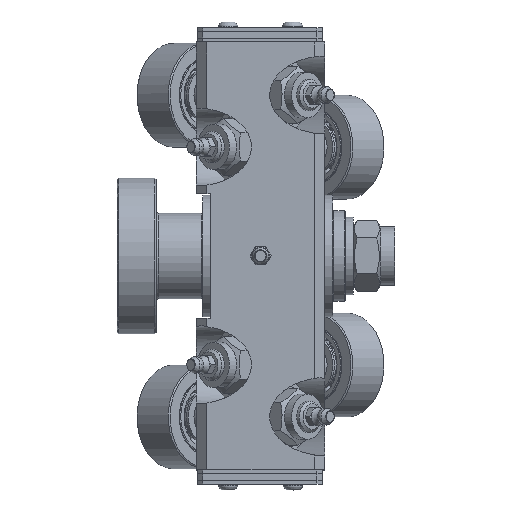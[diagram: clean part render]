
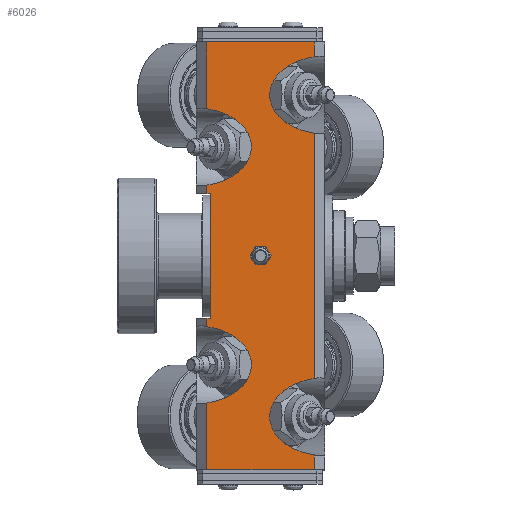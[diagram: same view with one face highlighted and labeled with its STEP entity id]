
A CAD part, top view. The second image highlights one B-rep face of the part: STEP entity #6026.
In plain terms, the highlighted planar face has unit normal (0, 0, 1).
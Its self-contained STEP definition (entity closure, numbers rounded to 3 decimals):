
#391=ELLIPSE('',#6854,21.213,15.);
#392=ELLIPSE('',#6859,21.213,15.);
#394=ELLIPSE('',#6867,21.213,15.);
#395=ELLIPSE('',#6868,21.213,15.);
#396=ELLIPSE('',#6869,21.213,15.);
#397=ELLIPSE('',#6870,21.213,15.);
#410=FACE_BOUND('',#1056,.T.);
#519=PLANE('',#6866);
#704=FACE_OUTER_BOUND('',#1055,.T.);
#1055=EDGE_LOOP('',(#4391,#4392,#4393,#4394,#4395,#4396,#4397,#4398,#4399,
#4400,#4401,#4402,#4403,#4404,#4405,#4406,#4407,#4408));
#1056=EDGE_LOOP('',(#4409));
#1449=CIRCLE('',#6797,2.459);
#1894=LINE('',#9671,#2244);
#1900=LINE('',#9682,#2250);
#1905=LINE('',#9706,#2255);
#1927=LINE('',#9787,#2277);
#1929=LINE('',#9794,#2279);
#1949=LINE('',#10351,#2299);
#1963=LINE('',#10435,#2313);
#1964=LINE('',#10437,#2314);
#1965=LINE('',#10443,#2315);
#1966=LINE('',#10449,#2316);
#1967=LINE('',#10451,#2317);
#1968=LINE('',#10452,#2318);
#2244=VECTOR('',#7531,10.);
#2250=VECTOR('',#7539,10.);
#2255=VECTOR('',#7546,10.);
#2277=VECTOR('',#7612,10.);
#2279=VECTOR('',#7620,10.);
#2299=VECTOR('',#7720,10.);
#2313=VECTOR('',#7836,10.);
#2314=VECTOR('',#7837,10.);
#2315=VECTOR('',#7842,10.);
#2316=VECTOR('',#7847,10.);
#2317=VECTOR('',#7848,10.);
#2318=VECTOR('',#7849,10.);
#2606=VERTEX_POINT('',#9668);
#2607=VERTEX_POINT('',#9670);
#2611=VERTEX_POINT('',#9680);
#2615=VERTEX_POINT('',#9704);
#2652=VERTEX_POINT('',#9786);
#2654=VERTEX_POINT('',#9792);
#2671=VERTEX_POINT('',#9950);
#2685=VERTEX_POINT('',#10348);
#2686=VERTEX_POINT('',#10350);
#2701=VERTEX_POINT('',#10414);
#2703=VERTEX_POINT('',#10422);
#2706=VERTEX_POINT('',#10436);
#2707=VERTEX_POINT('',#10438);
#2708=VERTEX_POINT('',#10440);
#2709=VERTEX_POINT('',#10442);
#2710=VERTEX_POINT('',#10444);
#2711=VERTEX_POINT('',#10446);
#2712=VERTEX_POINT('',#10448);
#2713=VERTEX_POINT('',#10450);
#3212=EDGE_CURVE('',#2607,#2606,#1894,.T.);
#3218=EDGE_CURVE('',#2606,#2611,#1900,.T.);
#3224=EDGE_CURVE('',#2611,#2615,#1905,.T.);
#3264=EDGE_CURVE('',#2607,#2652,#1927,.T.);
#3268=EDGE_CURVE('',#2654,#2615,#1929,.T.);
#3293=EDGE_CURVE('',#2671,#2671,#1449,.T.);
#3320=EDGE_CURVE('',#2685,#2686,#1949,.T.);
#3353=EDGE_CURVE('',#2701,#2652,#391,.T.);
#3357=EDGE_CURVE('',#2654,#2703,#392,.T.);
#3364=EDGE_CURVE('',#2686,#2703,#1963,.T.);
#3365=EDGE_CURVE('',#2706,#2685,#1964,.T.);
#3366=EDGE_CURVE('',#2706,#2707,#394,.T.);
#3367=EDGE_CURVE('',#2707,#2708,#395,.T.);
#3368=EDGE_CURVE('',#2709,#2708,#1965,.T.);
#3369=EDGE_CURVE('',#2709,#2710,#396,.T.);
#3370=EDGE_CURVE('',#2710,#2711,#397,.T.);
#3371=EDGE_CURVE('',#2712,#2711,#1966,.T.);
#3372=EDGE_CURVE('',#2713,#2712,#1967,.T.);
#3373=EDGE_CURVE('',#2701,#2713,#1968,.T.);
#4391=ORIENTED_EDGE('',*,*,#3224,.T.);
#4392=ORIENTED_EDGE('',*,*,#3268,.F.);
#4393=ORIENTED_EDGE('',*,*,#3357,.T.);
#4394=ORIENTED_EDGE('',*,*,#3364,.F.);
#4395=ORIENTED_EDGE('',*,*,#3320,.F.);
#4396=ORIENTED_EDGE('',*,*,#3365,.F.);
#4397=ORIENTED_EDGE('',*,*,#3366,.T.);
#4398=ORIENTED_EDGE('',*,*,#3367,.T.);
#4399=ORIENTED_EDGE('',*,*,#3368,.F.);
#4400=ORIENTED_EDGE('',*,*,#3369,.T.);
#4401=ORIENTED_EDGE('',*,*,#3370,.T.);
#4402=ORIENTED_EDGE('',*,*,#3371,.F.);
#4403=ORIENTED_EDGE('',*,*,#3372,.F.);
#4404=ORIENTED_EDGE('',*,*,#3373,.F.);
#4405=ORIENTED_EDGE('',*,*,#3353,.T.);
#4406=ORIENTED_EDGE('',*,*,#3264,.F.);
#4407=ORIENTED_EDGE('',*,*,#3212,.T.);
#4408=ORIENTED_EDGE('',*,*,#3218,.T.);
#4409=ORIENTED_EDGE('',*,*,#3293,.T.);
#6026=ADVANCED_FACE('',(#704,#410),#519,.T.);
#6797=AXIS2_PLACEMENT_3D('',#9951,#7670,#7671);
#6854=AXIS2_PLACEMENT_3D('',#10415,#7807,#7808);
#6859=AXIS2_PLACEMENT_3D('',#10423,#7818,#7819);
#6866=AXIS2_PLACEMENT_3D('',#10434,#7834,#7835);
#6867=AXIS2_PLACEMENT_3D('',#10439,#7838,#7839);
#6868=AXIS2_PLACEMENT_3D('',#10441,#7840,#7841);
#6869=AXIS2_PLACEMENT_3D('',#10445,#7843,#7844);
#6870=AXIS2_PLACEMENT_3D('',#10447,#7845,#7846);
#7531=DIRECTION('',(1.,0.,0.));
#7539=DIRECTION('',(0.,-1.,0.));
#7546=DIRECTION('',(-1.,0.,0.));
#7612=DIRECTION('',(0.,1.,0.));
#7620=DIRECTION('',(0.,1.,0.));
#7670=DIRECTION('center_axis',(0.,0.,-1.));
#7671=DIRECTION('ref_axis',(1.,0.,0.));
#7720=DIRECTION('',(-1.,0.,0.));
#7807=DIRECTION('center_axis',(0.,0.,-1.));
#7808=DIRECTION('ref_axis',(1.,0.,0.));
#7818=DIRECTION('center_axis',(0.,0.,-1.));
#7819=DIRECTION('ref_axis',(1.,0.,0.));
#7834=DIRECTION('center_axis',(0.,0.,1.));
#7835=DIRECTION('ref_axis',(1.,0.,0.));
#7836=DIRECTION('',(0.,1.,0.));
#7837=DIRECTION('',(0.,-1.,0.));
#7838=DIRECTION('center_axis',(0.,0.,-1.));
#7839=DIRECTION('ref_axis',(1.,0.,0.));
#7840=DIRECTION('center_axis',(0.,0.,-1.));
#7841=DIRECTION('ref_axis',(1.,0.,0.));
#7842=DIRECTION('',(0.,-1.,0.));
#7843=DIRECTION('center_axis',(0.,0.,-1.));
#7844=DIRECTION('ref_axis',(1.,0.,0.));
#7845=DIRECTION('center_axis',(0.,0.,-1.));
#7846=DIRECTION('ref_axis',(1.,0.,0.));
#7847=DIRECTION('',(0.,-1.,0.));
#7848=DIRECTION('',(1.,0.,0.));
#7849=DIRECTION('',(0.,1.,0.));
#9668=CARTESIAN_POINT('',(-19.25,24.,24.75));
#9670=CARTESIAN_POINT('',(-20.714,24.,24.75));
#9671=CARTESIAN_POINT('',(-24.75,24.,24.75));
#9680=CARTESIAN_POINT('',(-19.25,-24.,24.75));
#9682=CARTESIAN_POINT('',(-19.25,0.,24.75));
#9704=CARTESIAN_POINT('',(-20.714,-24.,24.75));
#9706=CARTESIAN_POINT('',(-24.75,-24.,24.75));
#9786=CARTESIAN_POINT('',(-20.714,27.274,24.75));
#9787=CARTESIAN_POINT('',(-20.714,0.,24.75));
#9792=CARTESIAN_POINT('',(-20.714,-27.274,24.75));
#9794=CARTESIAN_POINT('',(-20.714,0.,24.75));
#9950=CARTESIAN_POINT('',(-2.459,0.,24.75));
#9951=CARTESIAN_POINT('Origin',(0.,0.,24.75));
#10348=CARTESIAN_POINT('',(20.714,-82.5,24.75));
#10350=CARTESIAN_POINT('',(-20.714,-82.5,24.75));
#10351=CARTESIAN_POINT('',(-24.75,-82.5,24.75));
#10414=CARTESIAN_POINT('',(-20.714,56.726,24.75));
#10415=CARTESIAN_POINT('Origin',(-24.75,42.,24.75));
#10422=CARTESIAN_POINT('',(-20.714,-56.726,24.75));
#10423=CARTESIAN_POINT('Origin',(-24.75,-42.,24.75));
#10434=CARTESIAN_POINT('Origin',(-24.75,0.,24.75));
#10435=CARTESIAN_POINT('',(-20.714,0.,24.75));
#10436=CARTESIAN_POINT('',(20.714,-76.726,24.75));
#10437=CARTESIAN_POINT('',(20.714,0.,24.75));
#10438=CARTESIAN_POINT('',(3.537,-62.,24.75));
#10439=CARTESIAN_POINT('Origin',(24.75,-62.,24.75));
#10440=CARTESIAN_POINT('',(20.714,-47.274,24.75));
#10441=CARTESIAN_POINT('Origin',(24.75,-62.,24.75));
#10442=CARTESIAN_POINT('',(20.714,47.274,24.75));
#10443=CARTESIAN_POINT('',(20.714,0.,24.75));
#10444=CARTESIAN_POINT('',(3.537,62.,24.75));
#10445=CARTESIAN_POINT('Origin',(24.75,62.,24.75));
#10446=CARTESIAN_POINT('',(20.714,76.726,24.75));
#10447=CARTESIAN_POINT('Origin',(24.75,62.,24.75));
#10448=CARTESIAN_POINT('',(20.714,82.5,24.75));
#10449=CARTESIAN_POINT('',(20.714,0.,24.75));
#10450=CARTESIAN_POINT('',(-20.714,82.5,24.75));
#10451=CARTESIAN_POINT('',(-24.75,82.5,24.75));
#10452=CARTESIAN_POINT('',(-20.714,0.,24.75));
